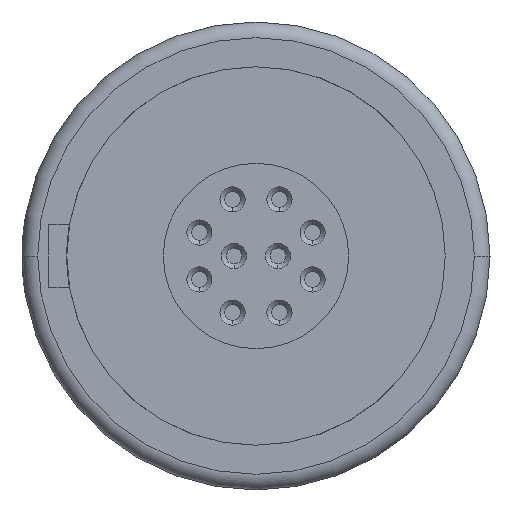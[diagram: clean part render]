
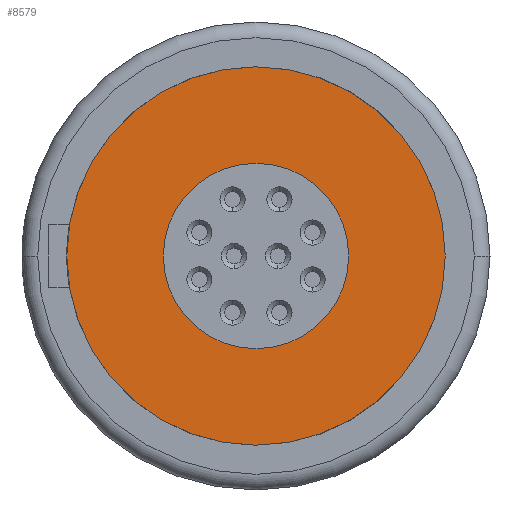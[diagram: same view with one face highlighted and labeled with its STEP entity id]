
A CAD part, left-side view. The second image highlights one B-rep face of the part: STEP entity #8579.
In plain terms, the highlighted planar face has unit normal (-1, 0, 0).
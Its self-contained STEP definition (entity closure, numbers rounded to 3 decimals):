
#3580=CARTESIAN_POINT('',(-1.,0.,0.));
#3581=DIRECTION('',(-1.,0.,0.));
#3582=DIRECTION('',(0.,1.,0.));
#3583=AXIS2_PLACEMENT_3D('',#3580,#3581,#3582);
#3585=CARTESIAN_POINT('',(-1.,0.,0.));
#3586=DIRECTION('',(1.,0.,0.));
#3587=DIRECTION('',(0.,1.,0.));
#3588=AXIS2_PLACEMENT_3D('',#3585,#3586,#3587);
#3590=CARTESIAN_POINT('',(-1.,0.,0.));
#3591=DIRECTION('',(-1.,0.,0.));
#3592=DIRECTION('',(0.,0.,1.));
#3593=AXIS2_PLACEMENT_3D('',#3590,#3591,#3592);
#3595=CARTESIAN_POINT('',(-1.,0.,0.));
#3596=DIRECTION('',(-1.,0.,0.));
#3597=DIRECTION('',(0.,0.,-1.));
#3598=AXIS2_PLACEMENT_3D('',#3595,#3596,#3597);
#4086=CARTESIAN_POINT('',(-1.,0.,-2.95));
#4087=VERTEX_POINT('',#4086);
#4088=CARTESIAN_POINT('',(-1.,0.,2.95));
#4089=VERTEX_POINT('',#4088);
#4551=CARTESIAN_POINT('',(-1.,-6.025,0.));
#4553=VERTEX_POINT('',#4551);
#4558=CARTESIAN_POINT('',(-1.,6.025,0.));
#4559=VERTEX_POINT('',#4558);
#8564=CARTESIAN_POINT('',(-1.,0.,0.));
#8565=DIRECTION('',(1.,0.,0.));
#8566=DIRECTION('',(0.,-1.,0.));
#8567=AXIS2_PLACEMENT_3D('',#8564,#8565,#8566);
#8568=PLANE('',#8567);
#8569=ORIENTED_EDGE('',*,*,#8555,.F.);
#8570=ORIENTED_EDGE('',*,*,#8541,.T.);
#8571=EDGE_LOOP('',(#8569,#8570));
#8572=FACE_OUTER_BOUND('',#8571,.F.);
#8574=ORIENTED_EDGE('',*,*,#8573,.T.);
#8576=ORIENTED_EDGE('',*,*,#8575,.T.);
#8577=EDGE_LOOP('',(#8574,#8576));
#8578=FACE_BOUND('',#8577,.F.);
#8579=ADVANCED_FACE('',(#8572,#8578),#8568,.F.);
#3584=CIRCLE('',#3583,6.025);
#3589=CIRCLE('',#3588,6.025);
#3594=CIRCLE('',#3593,2.95);
#3599=CIRCLE('',#3598,2.95);
#8541=EDGE_CURVE('',#4559,#4553,#3589,.T.);
#8555=EDGE_CURVE('',#4559,#4553,#3584,.T.);
#8573=EDGE_CURVE('',#4089,#4087,#3594,.T.);
#8575=EDGE_CURVE('',#4087,#4089,#3599,.T.);
